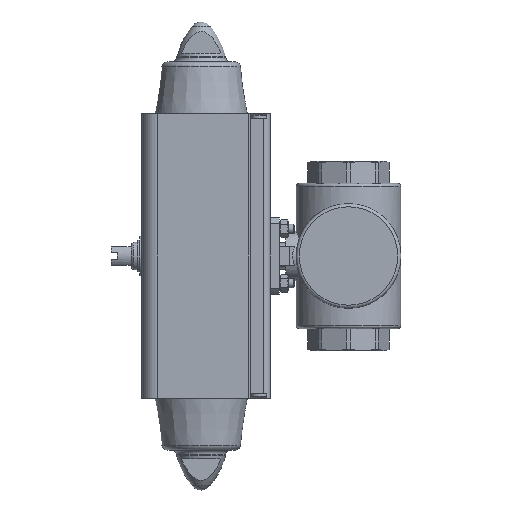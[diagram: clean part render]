
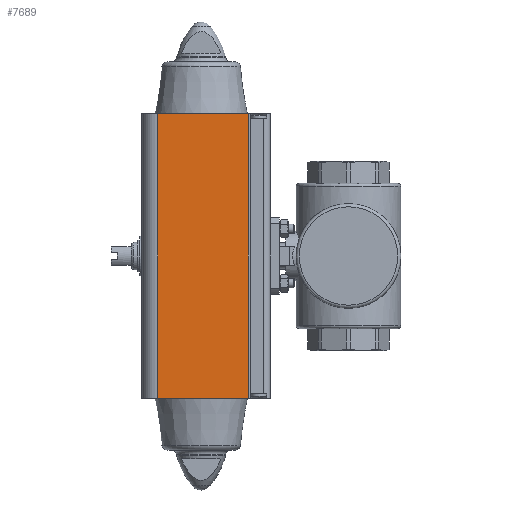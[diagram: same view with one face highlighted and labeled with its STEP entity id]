
A CAD part, left-side view. The second image highlights one B-rep face of the part: STEP entity #7689.
In plain terms, the highlighted planar face has unit normal (-1, 0, 0).
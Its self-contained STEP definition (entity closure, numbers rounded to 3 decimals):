
#249=PLANE('',#8471);
#684=LINE('',#12736,#1260);
#685=LINE('',#12739,#1261);
#686=LINE('',#12741,#1262);
#687=LINE('',#12743,#1263);
#1260=VECTOR('',#10075,1000.);
#1261=VECTOR('',#10076,1000.);
#1262=VECTOR('',#10077,1000.);
#1263=VECTOR('',#10078,1000.);
#3131=ORIENTED_EDGE('',*,*,#4724,.T.);
#3132=ORIENTED_EDGE('',*,*,#4725,.F.);
#3133=ORIENTED_EDGE('',*,*,#4726,.F.);
#3134=ORIENTED_EDGE('',*,*,#4727,.T.);
#4724=EDGE_CURVE('',#5595,#5596,#684,.T.);
#4725=EDGE_CURVE('',#5597,#5596,#685,.T.);
#4726=EDGE_CURVE('',#5598,#5597,#686,.T.);
#4727=EDGE_CURVE('',#5598,#5595,#687,.T.);
#5595=VERTEX_POINT('',#12737);
#5596=VERTEX_POINT('',#12738);
#5597=VERTEX_POINT('',#12740);
#5598=VERTEX_POINT('',#12742);
#6307=EDGE_LOOP('',(#3131,#3132,#3133,#3134));
#6970=FACE_BOUND('',#6307,.T.);
#7689=ADVANCED_FACE('',(#6970),#249,.F.);
#8471=AXIS2_PLACEMENT_3D('',#12735,#10073,#10074);
#10073=DIRECTION('',(1.,0.,0.));
#10074=DIRECTION('',(0.,0.,-1.));
#10075=DIRECTION('',(0.,-1.,0.));
#10076=DIRECTION('',(0.,0.,-1.));
#10077=DIRECTION('',(0.,-1.,0.));
#10078=DIRECTION('',(0.,0.,-1.));
#12735=CARTESIAN_POINT('',(-38.5,28.1,92.65));
#12736=CARTESIAN_POINT('',(-38.5,28.1,-92.65));
#12737=CARTESIAN_POINT('',(-38.5,28.1,-92.65));
#12738=CARTESIAN_POINT('',(-38.5,-30.616,-92.65));
#12739=CARTESIAN_POINT('',(-38.5,-30.616,92.65));
#12740=CARTESIAN_POINT('',(-38.5,-30.616,92.65));
#12741=CARTESIAN_POINT('',(-38.5,28.1,92.65));
#12742=CARTESIAN_POINT('',(-38.5,28.1,92.65));
#12743=CARTESIAN_POINT('',(-38.5,28.1,92.65));
